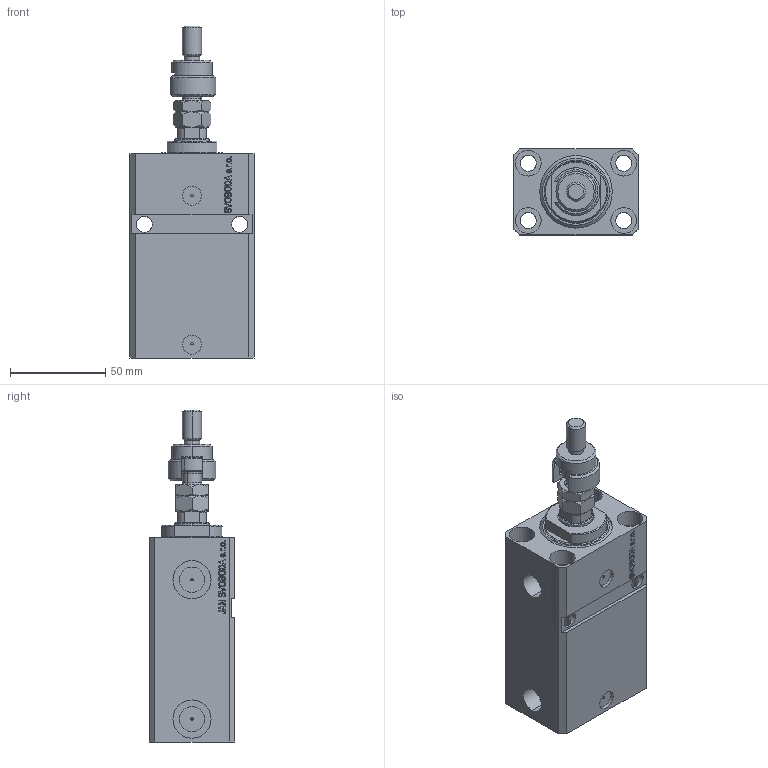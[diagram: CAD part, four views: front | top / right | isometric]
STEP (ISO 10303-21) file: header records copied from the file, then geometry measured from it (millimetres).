
FILE_DESCRIPTION (( 'STEP AP203' ), '1' );
FILE_NAME ('41fc.STEP', '2022-04-09T13:32:53', ( '' ), ( '' ), 'SwSTEP 2.0', 'SolidWorks 2019', '' );
FILE_SCHEMA (( 'CONFIG_CONTROL_DESIGN' ));
Length unit declared in the file: millimetre
Products named in the file (7): FEMALE_PART_FOR_DFA eb86c5b42f3b25bdaa764e061bf2677c; 41fc; V250CE_E_Body eb86c5b42f3b25bdaa764e061bf2677c; MFA eb86c5b42f3b25bdaa764e061bf2677c; V250CE_C_VCP eb86c5b42f3b25bdaa764e061bf2677c; DFA eb86c5b42f3b25bdaa764e061bf2677c; V250CE_VC_E eb86c5b42f3b25bdaa764e061bf2677c
Assembly tree (6 placements, depth 3):
  41fc
    V250CE_E_Body eb86c5b42f3b25bdaa764e061bf2677c
    V250CE_C_VCP eb86c5b42f3b25bdaa764e061bf2677c
    V250CE_VC_E eb86c5b42f3b25bdaa764e061bf2677c
    DFA eb86c5b42f3b25bdaa764e061bf2677c
      FEMALE_PART_FOR_DFA eb86c5b42f3b25bdaa764e061bf2677c
      MFA eb86c5b42f3b25bdaa764e061bf2677c
Bounding box: 65 x 45 x 173.9 mm (x, y, z)
Volume: 273199.2 mm3; surface area: 74566.9 mm2
Topology: 5 solids, 5 shells, 998 faces, 2533 edges, 1648 vertices
Faces by surface type: plane 467, bspline 360, cylinder 109, cone 52, torus 10
Entity records: 47770 total; most frequent: CARTESIAN_POINT 25404, ORIENTED_EDGE 5062, DIRECTION 3253, EDGE_CURVE 2531, VERTEX_POINT 1648, VECTOR 1467, LINE 1467, EDGE_LOOP 1137
